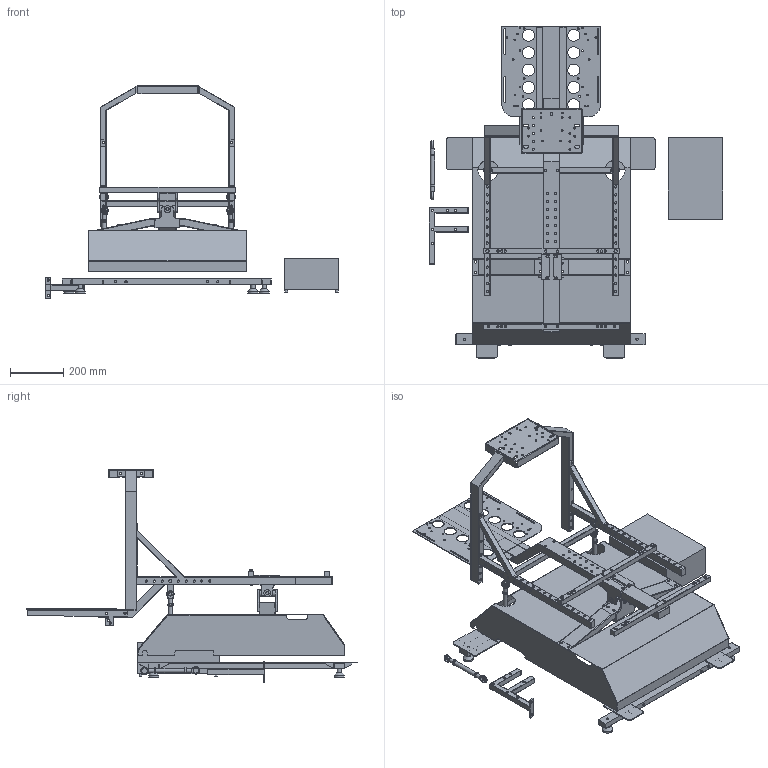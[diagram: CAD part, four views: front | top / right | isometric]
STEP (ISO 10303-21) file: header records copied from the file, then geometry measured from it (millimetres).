
FILE_DESCRIPTION(/* description */ ('','CAx-IF Rec.Pracs.---Representation and Presentation of Product Manufacturing Information (PMI)---4.0---2014-10-13'),/* implementation_level */ '2;1');
FILE_NAME(/* name */ 'DOF H3 Frame v2.step',/* time_stamp */ '2025-01-24T13:43:15-07:00',/* author */ (''),/* organization */ (''),/* preprocessor_version */ 'ST-DEVELOPER v20',/* originating_system */ 'Autodesk Translation Framework v13.20.0.188',/* authorisation */ '');
FILE_SCHEMA (('AP242_MANAGED_MODEL_BASED_3D_ENGINEERING_MIM_LF { 1 0 10303 442 1 1 4 }'));
Length unit declared in the file: millimetre
Products named in the file (7): DOF H3 Frame; DOF H3 Frame_1; Platform Case and Seat Bar; Frame Connection; Platform Base; Upper Frame and Control; Control Box
Assembly tree (6 placements, depth 4):
  DOF H3 Frame
    DOF H3 Frame_1
      Platform Case and Seat Bar
        Frame Connection
      Platform Base
      Upper Frame and Control
      Control Box
Bounding box: 1096.75 x 1241.2 x 796.22 mm (x, y, z)
Volume: 16601522.8 mm3; surface area: 3575567.8 mm2
Topology: 48 solids, 48 shells, 1381 faces, 3505 edges, 2238 vertices
Faces by surface type: cylinder 663, plane 606, sphere 66, torus 30, cone 16
Full cylindrical faces by diameter (mm): 6 x28, 6.6 x21, 8.25 x2, 8.5 x188, 10 x8, 10.5 x4, 12.04 x4, 12.564 x6, 12.7 x4, 14.92 x6, 16.145 x4, 16.3 x3, 19.66 x2, 21 x4, 38.1 x4, 45 x10, 76.209 x2
Entity records: 44919 total; most frequent: CARTESIAN_POINT 9448, DIRECTION 7481, ORIENTED_EDGE 7010, EDGE_CURVE 3505, AXIS2_PLACEMENT_3D 2745, VERTEX_POINT 2238, LINE 1991, VECTOR 1991
